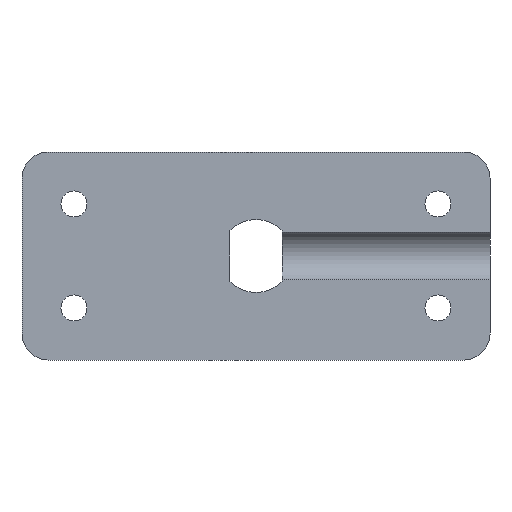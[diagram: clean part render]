
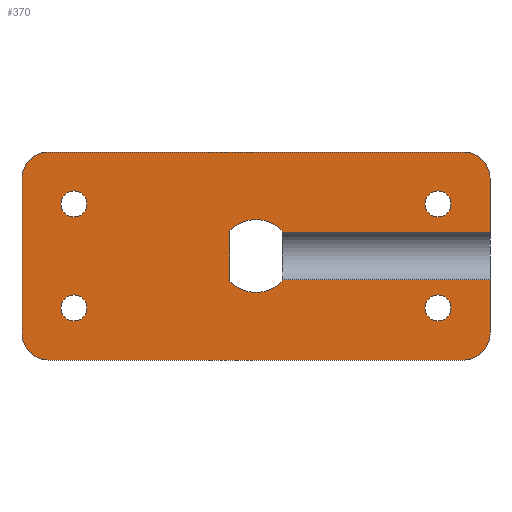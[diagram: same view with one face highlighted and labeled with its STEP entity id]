
A CAD part, front view. The second image highlights one B-rep face of the part: STEP entity #370.
In plain terms, the highlighted planar face has unit normal (0, -1, 0).
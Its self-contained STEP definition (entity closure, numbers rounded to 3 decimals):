
#20=LINE('',#569,#48);
#21=LINE('',#572,#49);
#22=LINE('',#576,#50);
#23=LINE('',#580,#51);
#24=LINE('',#584,#52);
#25=LINE('',#588,#53);
#26=LINE('',#590,#54);
#27=LINE('',#592,#55);
#28=LINE('',#596,#56);
#29=LINE('',#600,#57);
#48=VECTOR('',#462,1000.);
#49=VECTOR('',#463,1000.);
#50=VECTOR('',#466,1000.);
#51=VECTOR('',#469,1000.);
#52=VECTOR('',#472,1000.);
#53=VECTOR('',#475,1000.);
#54=VECTOR('',#476,1000.);
#55=VECTOR('',#477,1000.);
#56=VECTOR('',#480,1000.);
#57=VECTOR('',#483,1000.);
#76=PLANE('',#408);
#90=ORIENTED_EDGE('',*,*,#190,.F.);
#91=ORIENTED_EDGE('',*,*,#191,.T.);
#92=ORIENTED_EDGE('',*,*,#192,.T.);
#93=ORIENTED_EDGE('',*,*,#193,.T.);
#94=ORIENTED_EDGE('',*,*,#194,.T.);
#95=ORIENTED_EDGE('',*,*,#195,.T.);
#96=ORIENTED_EDGE('',*,*,#196,.T.);
#97=ORIENTED_EDGE('',*,*,#197,.T.);
#98=ORIENTED_EDGE('',*,*,#198,.T.);
#99=ORIENTED_EDGE('',*,*,#199,.T.);
#100=ORIENTED_EDGE('',*,*,#200,.F.);
#101=ORIENTED_EDGE('',*,*,#201,.T.);
#102=ORIENTED_EDGE('',*,*,#202,.T.);
#103=ORIENTED_EDGE('',*,*,#203,.T.);
#104=ORIENTED_EDGE('',*,*,#204,.T.);
#105=ORIENTED_EDGE('',*,*,#205,.T.);
#106=ORIENTED_EDGE('',*,*,#187,.F.);
#107=ORIENTED_EDGE('',*,*,#206,.F.);
#108=ORIENTED_EDGE('',*,*,#189,.F.);
#109=ORIENTED_EDGE('',*,*,#185,.F.);
#185=EDGE_CURVE('',#235,#235,#271,.T.);
#187=EDGE_CURVE('',#237,#237,#273,.T.);
#189=EDGE_CURVE('',#239,#239,#275,.T.);
#190=EDGE_CURVE('',#240,#241,#20,.F.);
#191=EDGE_CURVE('',#240,#242,#21,.T.);
#192=EDGE_CURVE('',#242,#243,#276,.T.);
#193=EDGE_CURVE('',#243,#244,#22,.T.);
#194=EDGE_CURVE('',#244,#245,#277,.T.);
#195=EDGE_CURVE('',#245,#246,#23,.T.);
#196=EDGE_CURVE('',#246,#247,#278,.T.);
#197=EDGE_CURVE('',#247,#248,#24,.T.);
#198=EDGE_CURVE('',#248,#249,#279,.T.);
#199=EDGE_CURVE('',#249,#250,#25,.T.);
#200=EDGE_CURVE('',#251,#250,#26,.T.);
#201=EDGE_CURVE('',#251,#252,#27,.T.);
#202=EDGE_CURVE('',#252,#253,#280,.T.);
#203=EDGE_CURVE('',#253,#254,#28,.T.);
#204=EDGE_CURVE('',#254,#255,#281,.T.);
#205=EDGE_CURVE('',#255,#241,#29,.T.);
#206=EDGE_CURVE('',#256,#256,#282,.T.);
#235=VERTEX_POINT('',#557);
#237=VERTEX_POINT('',#562);
#239=VERTEX_POINT('',#567);
#240=VERTEX_POINT('',#570);
#241=VERTEX_POINT('',#571);
#242=VERTEX_POINT('',#573);
#243=VERTEX_POINT('',#575);
#244=VERTEX_POINT('',#577);
#245=VERTEX_POINT('',#579);
#246=VERTEX_POINT('',#581);
#247=VERTEX_POINT('',#583);
#248=VERTEX_POINT('',#585);
#249=VERTEX_POINT('',#587);
#250=VERTEX_POINT('',#589);
#251=VERTEX_POINT('',#591);
#252=VERTEX_POINT('',#593);
#253=VERTEX_POINT('',#595);
#254=VERTEX_POINT('',#597);
#255=VERTEX_POINT('',#599);
#256=VERTEX_POINT('',#602);
#271=CIRCLE('',#401,2.5);
#273=CIRCLE('',#404,2.5);
#275=CIRCLE('',#407,2.5);
#276=CIRCLE('',#409,5.);
#277=CIRCLE('',#410,5.);
#278=CIRCLE('',#411,5.);
#279=CIRCLE('',#412,5.);
#280=CIRCLE('',#413,7.);
#281=CIRCLE('',#414,7.);
#282=CIRCLE('',#415,2.5);
#298=EDGE_LOOP('',(#90,#91,#92,#93,#94,#95,#96,#97,#98,#99,#100,#101,#102,
#103,#104,#105));
#299=EDGE_LOOP('',(#106));
#300=EDGE_LOOP('',(#107));
#301=EDGE_LOOP('',(#108));
#302=EDGE_LOOP('',(#109));
#330=FACE_BOUND('',#298,.T.);
#331=FACE_BOUND('',#299,.T.);
#332=FACE_BOUND('',#300,.T.);
#333=FACE_BOUND('',#301,.T.);
#334=FACE_BOUND('',#302,.T.);
#370=ADVANCED_FACE('',(#330,#331,#332,#333,#334),#76,.T.);
#401=AXIS2_PLACEMENT_3D('',#556,#446,#447);
#404=AXIS2_PLACEMENT_3D('',#561,#452,#453);
#407=AXIS2_PLACEMENT_3D('',#566,#458,#459);
#408=AXIS2_PLACEMENT_3D('',#568,#460,#461);
#409=AXIS2_PLACEMENT_3D('',#574,#464,#465);
#410=AXIS2_PLACEMENT_3D('',#578,#467,#468);
#411=AXIS2_PLACEMENT_3D('',#582,#470,#471);
#412=AXIS2_PLACEMENT_3D('',#586,#473,#474);
#413=AXIS2_PLACEMENT_3D('',#594,#478,#479);
#414=AXIS2_PLACEMENT_3D('',#598,#481,#482);
#415=AXIS2_PLACEMENT_3D('',#601,#484,#485);
#446=DIRECTION('',(0.,-1.,0.));
#447=DIRECTION('',(1.,0.,0.));
#452=DIRECTION('',(0.,-1.,0.));
#453=DIRECTION('',(1.,0.,0.));
#458=DIRECTION('',(0.,-1.,0.));
#459=DIRECTION('',(1.,0.,0.));
#460=DIRECTION('',(0.,-1.,0.));
#461=DIRECTION('',(0.,0.,-1.));
#462=DIRECTION('',(1.,0.,0.));
#463=DIRECTION('',(0.,0.,1.));
#464=DIRECTION('',(0.,-1.,0.));
#465=DIRECTION('',(0.,0.,-1.));
#466=DIRECTION('',(-1.,0.,0.));
#467=DIRECTION('',(0.,-1.,0.));
#468=DIRECTION('',(0.,0.,-1.));
#469=DIRECTION('',(0.,0.,-1.));
#470=DIRECTION('',(0.,-1.,0.));
#471=DIRECTION('',(0.,0.,-1.));
#472=DIRECTION('',(1.,0.,0.));
#473=DIRECTION('',(0.,-1.,0.));
#474=DIRECTION('',(0.,0.,-1.));
#475=DIRECTION('',(0.,0.,1.));
#476=DIRECTION('',(1.,0.,0.));
#477=DIRECTION('',(0.,0.,-1.));
#478=DIRECTION('',(0.,1.,0.));
#479=DIRECTION('',(1.,0.,0.));
#480=DIRECTION('',(0.,0.,1.));
#481=DIRECTION('',(0.,1.,0.));
#482=DIRECTION('',(1.,0.,0.));
#483=DIRECTION('',(0.,0.,-1.));
#484=DIRECTION('',(0.,-1.,0.));
#485=DIRECTION('',(1.,0.,0.));
#556=CARTESIAN_POINT('',(35.,-9.,-10.));
#557=CARTESIAN_POINT('',(37.5,-9.,-10.));
#561=CARTESIAN_POINT('',(35.,-9.,10.));
#562=CARTESIAN_POINT('',(37.5,-9.,10.));
#566=CARTESIAN_POINT('',(-35.,-9.,-10.));
#567=CARTESIAN_POINT('',(-32.5,-9.,-10.));
#568=CARTESIAN_POINT('',(0.,-9.,0.));
#569=CARTESIAN_POINT('',(-54.78,-9.,4.583));
#570=CARTESIAN_POINT('',(45.,-9.,4.583));
#571=CARTESIAN_POINT('',(5.,-9.,4.583));
#572=CARTESIAN_POINT('',(45.,-9.,-20.));
#573=CARTESIAN_POINT('',(45.,-9.,15.));
#574=CARTESIAN_POINT('',(40.,-9.,15.));
#575=CARTESIAN_POINT('',(40.,-9.,20.));
#576=CARTESIAN_POINT('',(45.,-9.,20.));
#577=CARTESIAN_POINT('',(-40.,-9.,20.));
#578=CARTESIAN_POINT('',(-40.,-9.,15.));
#579=CARTESIAN_POINT('',(-45.,-9.,15.));
#580=CARTESIAN_POINT('',(-45.,-9.,20.));
#581=CARTESIAN_POINT('',(-45.,-9.,-15.));
#582=CARTESIAN_POINT('',(-40.,-9.,-15.));
#583=CARTESIAN_POINT('',(-40.,-9.,-20.));
#584=CARTESIAN_POINT('',(-45.,-9.,-20.));
#585=CARTESIAN_POINT('',(40.,-9.,-20.));
#586=CARTESIAN_POINT('',(40.,-9.,-15.));
#587=CARTESIAN_POINT('',(45.,-9.,-15.));
#588=CARTESIAN_POINT('',(45.,-9.,-20.));
#589=CARTESIAN_POINT('',(45.,-9.,-4.583));
#590=CARTESIAN_POINT('',(-54.78,-9.,-4.583));
#591=CARTESIAN_POINT('',(5.,-9.,-4.583));
#592=CARTESIAN_POINT('',(5.,-9.,4.899));
#593=CARTESIAN_POINT('',(5.,-9.,-4.899));
#594=CARTESIAN_POINT('',(0.,-9.,0.));
#595=CARTESIAN_POINT('',(-5.,-9.,-4.899));
#596=CARTESIAN_POINT('',(-5.,-9.,-4.899));
#597=CARTESIAN_POINT('',(-5.,-9.,4.899));
#598=CARTESIAN_POINT('',(0.,-9.,0.));
#599=CARTESIAN_POINT('',(5.,-9.,4.899));
#600=CARTESIAN_POINT('',(5.,-9.,4.899));
#601=CARTESIAN_POINT('',(-35.,-9.,10.));
#602=CARTESIAN_POINT('',(-32.5,-9.,10.));
